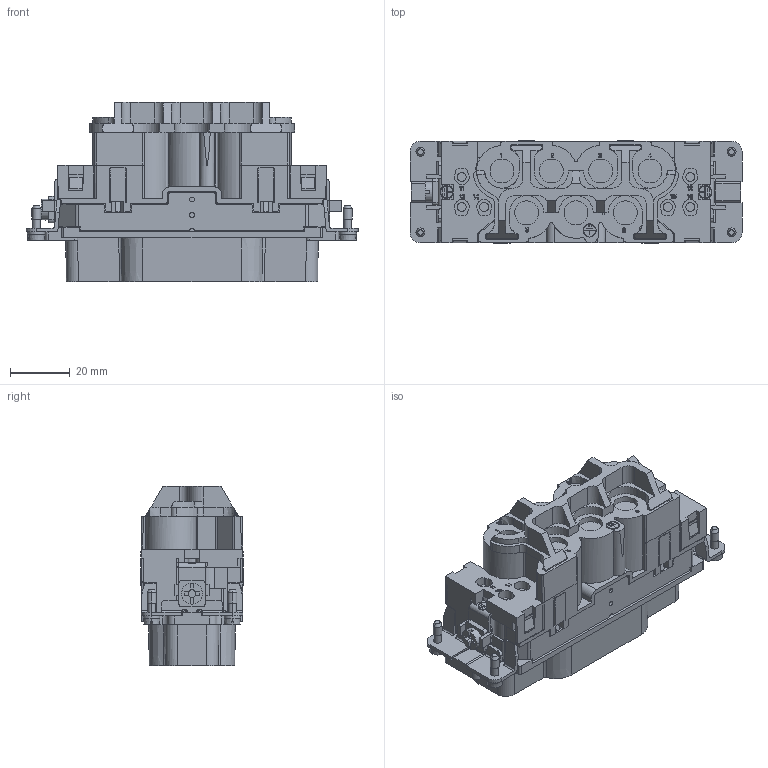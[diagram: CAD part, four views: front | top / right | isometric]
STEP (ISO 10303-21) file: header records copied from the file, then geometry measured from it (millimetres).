
FILE_DESCRIPTION(('Creo Elements/Direct Modeling STEP Export'),'2;1');
FILE_NAME('0ln7uvk45289l6k4004','2016-10-04T16:38:42',(''),(''),'PTC Creo Elements/Direct Modeling STEP processor for AP214 (Solid Model)','PTC Creo Elements/Direct Modeling 19.0E 27-Jun-2016 (C) Parametric Technology GmbH','');
FILE_SCHEMA(('AUTOMOTIVE_DESIGN { 1 0 10303 214 1 1 1 1 }'));
Length unit declared in the file: millimetre
Products named in the file (2): CXF_6-6
Assembly tree (1 placements, depth 2):
  CXF_6-6
    CXF_6-6
Bounding box: 111 x 34.4 x 60 mm (x, y, z)
Volume: 119225 mm3; surface area: 40666.2 mm2
Topology: 1 solids, 3 shells, 2431 faces, 8154 edges, 5808 vertices
Faces by surface type: plane 1822, cylinder 475, cone 66, bspline 32, torus 28, sphere 8
Entity records: 115020 total; most frequent: CARTESIAN_POINT 25099, ORIENTED_EDGE 16300, DIRECTION 12787, EDGE_CURVE 8146, VECTOR 6431, LINE 6431, VERTEX_POINT 5808, AXIS2_PLACEMENT_3D 3178
